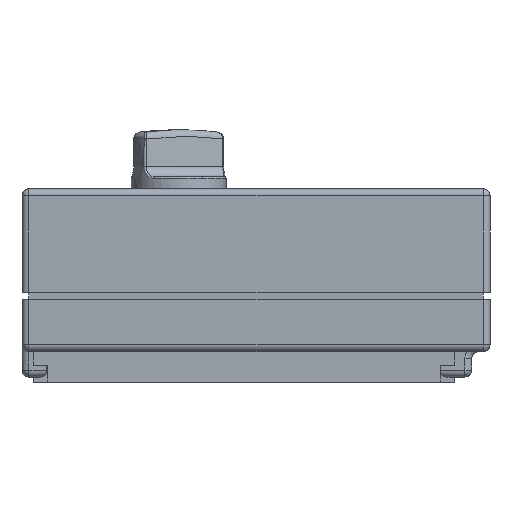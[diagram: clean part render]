
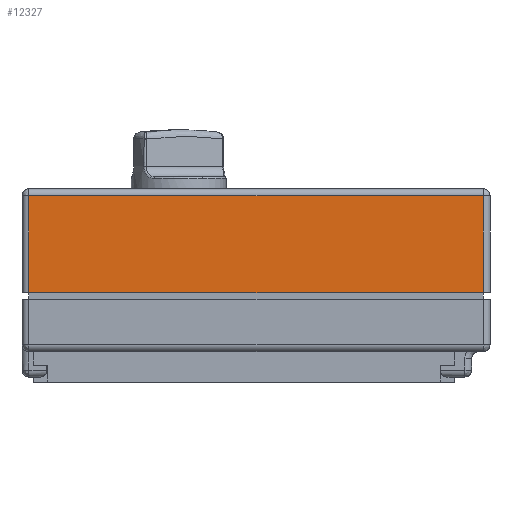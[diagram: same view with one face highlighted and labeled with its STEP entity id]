
A CAD part, left-side view. The second image highlights one B-rep face of the part: STEP entity #12327.
In plain terms, the highlighted planar face has unit normal (-1, 0, 0).
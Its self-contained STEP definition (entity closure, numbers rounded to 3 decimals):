
#1030 = CARTESIAN_POINT ( 'NONE',  ( -43.923, 31.7, -10.125 ) ) ;
#1031 = DIRECTION ( 'NONE',  ( 0., 0., -1. ) ) ;
#1078 = CARTESIAN_POINT ( 'NONE',  ( -43.923, 32.7, -1.425 ) ) ;
#1079 = DIRECTION ( 'NONE',  ( 0., -1., 0. ) ) ;
#3520 = EDGE_LOOP ( 'NONE', ( #7609, #7610, #7611, #7612 ) ) ;
#5189 = CARTESIAN_POINT ( 'NONE',  ( -43.923, -35.3, -1.425 ) ) ;
#5195 = CARTESIAN_POINT ( 'NONE',  ( -43.923, 31.7, -1.425 ) ) ;
#5321 = CARTESIAN_POINT ( 'NONE',  ( -43.923, 31.7, 12.875 ) ) ;
#5323 = CARTESIAN_POINT ( 'NONE',  ( -43.923, -35.3, 12.875 ) ) ;
#7609 = ORIENTED_EDGE ( 'NONE', *, *, #11183, .T. ) ;
#7610 = ORIENTED_EDGE ( 'NONE', *, *, #11203, .T. ) ;
#7611 = ORIENTED_EDGE ( 'NONE', *, *, #15092, .T. ) ;
#7612 = ORIENTED_EDGE ( 'NONE', *, *, #15260, .T. ) ;
#8968 = LINE ( 'NONE', #9439, #8971 ) ;
#8971 = VECTOR ( 'NONE', #9440, 1000. ) ;
#9243 = LINE ( 'NONE', #9868, #9245 ) ;
#9245 = VECTOR ( 'NONE', #9869, 1000. ) ;
#9439 = CARTESIAN_POINT ( 'NONE',  ( -43.923, -35.3, -10.125 ) ) ;
#9440 = DIRECTION ( 'NONE',  ( 0., 0., 1. ) ) ;
#9868 = CARTESIAN_POINT ( 'NONE',  ( -43.923, -36.3, 12.875 ) ) ;
#9869 = DIRECTION ( 'NONE',  ( 0., 1., 0. ) ) ;
#11183 = EDGE_CURVE ( 'NONE', #12720, #12598, #13624, .T. ) ;
#11203 = EDGE_CURVE ( 'NONE', #12598, #12593, #13653, .T. ) ;
#12327 = ADVANCED_FACE ( 'NONE', ( #17610 ), #13766, .T. ) ;
#12593 = VERTEX_POINT ( 'NONE', #5189 ) ;
#12598 = VERTEX_POINT ( 'NONE', #5195 ) ;
#12720 = VERTEX_POINT ( 'NONE', #5321 ) ;
#12721 = VERTEX_POINT ( 'NONE', #5323 ) ;
#13624 = LINE ( 'NONE', #1030, #13625 ) ;
#13625 = VECTOR ( 'NONE', #1031, 1000. ) ;
#13653 = LINE ( 'NONE', #1078, #13656 ) ;
#13656 = VECTOR ( 'NONE', #1079, 1000. ) ;
#13762 = CARTESIAN_POINT ( 'NONE',  ( -43.923, -36.3, -10.125 ) ) ;
#13766 = PLANE ( 'NONE',  #17863 ) ;
#13768 = DIRECTION ( 'NONE',  ( -1., 0., 0. ) ) ;
#13769 = DIRECTION ( 'NONE',  ( 0., 0., 1. ) ) ;
#15092 = EDGE_CURVE ( 'NONE', #12593, #12721, #8968, .T. ) ;
#15260 = EDGE_CURVE ( 'NONE', #12721, #12720, #9243, .T. ) ;
#17610 = FACE_OUTER_BOUND ( 'NONE', #3520, .T. ) ;
#17863 = AXIS2_PLACEMENT_3D ( 'NONE', #13762, #13768, #13769 ) ;
